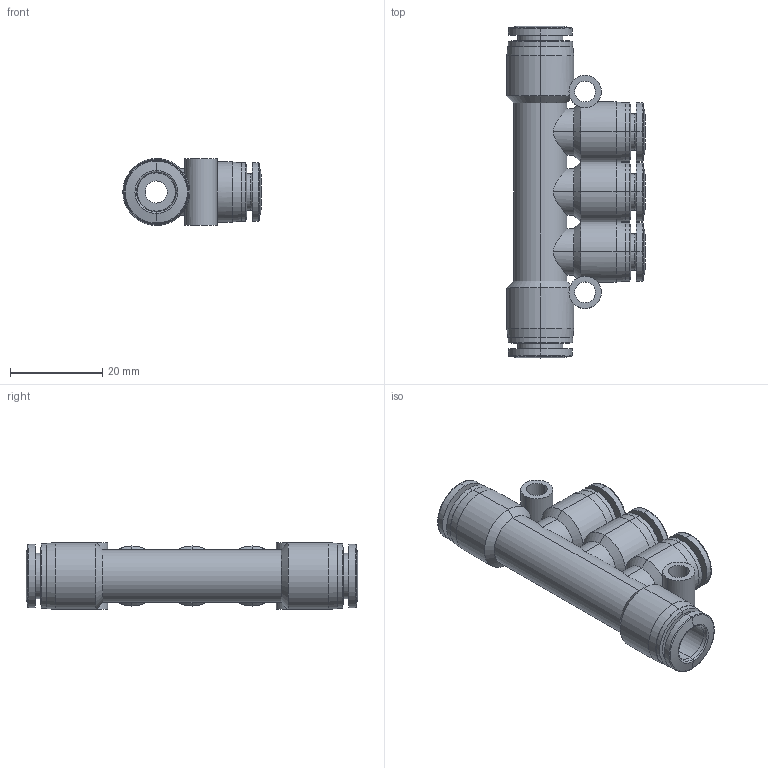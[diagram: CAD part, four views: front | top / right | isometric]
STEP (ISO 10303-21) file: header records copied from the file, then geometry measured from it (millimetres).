
FILE_DESCRIPTION (( 'STEP AP203' ), '1' );
FILE_NAME ('U3B516-14.step', '2016-02-15T20:02:13', ( '' ), ( '' ), 'SwSTEP 2.0', 'SolidWorks 2015', '' );
FILE_SCHEMA (( 'CONFIG_CONTROL_DESIGN' ));
Length unit declared in the file: inch
Products named in the file (1): U3B516-14
Bounding box: 29.95 x 71.9 x 14.5 mm (x, y, z)
Volume: 11149.2 mm3; surface area: 9503.2 mm2
Topology: 1 solids, 1 shells, 174 faces, 372 edges, 210 vertices
Faces by surface type: cylinder 77, cone 50, plane 21, bspline 20, torus 6
Entity records: 5556 total; most frequent: CARTESIAN_POINT 1674, DIRECTION 874, ORIENTED_EDGE 744, EDGE_CURVE 372, AXIS2_PLACEMENT_3D 371, CIRCLE 216, VERTEX_POINT 210, EDGE_LOOP 200
